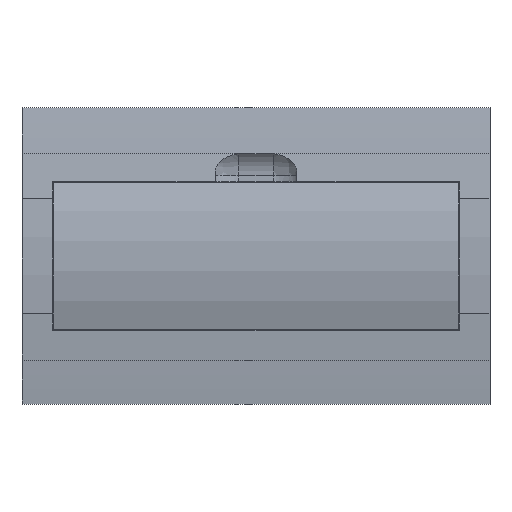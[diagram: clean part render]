
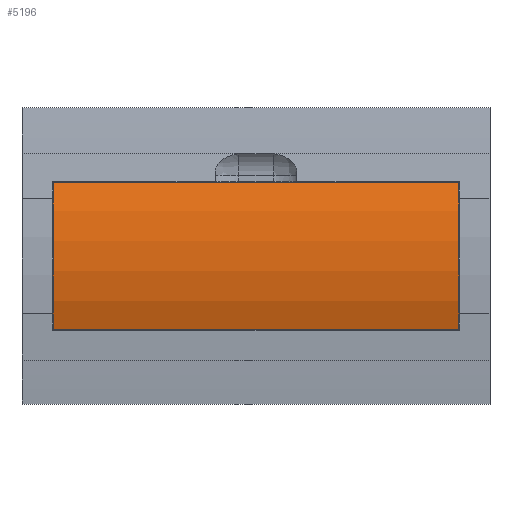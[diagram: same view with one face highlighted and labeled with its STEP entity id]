
A CAD part, top view. The second image highlights one B-rep face of the part: STEP entity #5196.
In plain terms, the highlighted cylindrical face has radius 176.3 mm (diameter 352.6 mm), a partial arc.
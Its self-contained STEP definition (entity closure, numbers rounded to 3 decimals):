
#5005=CARTESIAN_POINT('',(-172.5,-0.915,-164.9));
#5006=DIRECTION('',(1.,0.,0.));
#5007=DIRECTION('',(0.,0.36,0.933));
#5008=AXIS2_PLACEMENT_3D('',#5005,#5006,#5007);
#5020=DIRECTION('',(1.,0.,0.));
#5021=VECTOR('',#5020,345.);
#5022=CARTESIAN_POINT('',(-172.5,-62.5,0.294));
#5023=LINE('',#5022,#5021);
#5024=DIRECTION('',(1.,0.,0.));
#5025=VECTOR('',#5024,345.);
#5026=CARTESIAN_POINT('',(-172.5,62.5,-0.4));
#5027=LINE('',#5026,#5025);
#5044=CARTESIAN_POINT('',(172.5,-0.915,-164.9));
#5045=DIRECTION('',(1.,0.,0.));
#5046=DIRECTION('',(0.,0.36,0.933));
#5047=AXIS2_PLACEMENT_3D('',#5044,#5045,#5046);
#5108=CARTESIAN_POINT('',(-172.5,-62.5,0.294));
#5110=VERTEX_POINT('',#5108);
#5116=CARTESIAN_POINT('',(-172.5,62.5,-0.4));
#5117=VERTEX_POINT('',#5116);
#5118=CARTESIAN_POINT('',(172.5,-62.5,0.294));
#5120=VERTEX_POINT('',#5118);
#5126=CARTESIAN_POINT('',(172.5,62.5,-0.4));
#5127=VERTEX_POINT('',#5126);
#5183=CARTESIAN_POINT('',(-172.5,-0.915,-164.9));
#5184=DIRECTION('',(1.,0.,0.));
#5185=DIRECTION('',(0.,0.,-1.));
#5186=AXIS2_PLACEMENT_3D('',#5183,#5184,#5185);
#5187=CYLINDRICAL_SURFACE('',#5186,176.3);
#5188=ORIENTED_EDGE('',*,*,#5157,.F.);
#5190=ORIENTED_EDGE('',*,*,#5189,.T.);
#5192=ORIENTED_EDGE('',*,*,#5191,.T.);
#5193=ORIENTED_EDGE('',*,*,#5174,.F.);
#5194=EDGE_LOOP('',(#5188,#5190,#5192,#5193));
#5195=FACE_OUTER_BOUND('',#5194,.F.);
#5196=ADVANCED_FACE('',(#5195),#5187,.T.);
#5009=CIRCLE('',#5008,176.3);
#5048=CIRCLE('',#5047,176.3);
#5157=EDGE_CURVE('',#5117,#5110,#5009,.T.);
#5174=EDGE_CURVE('',#5110,#5120,#5023,.T.);
#5189=EDGE_CURVE('',#5117,#5127,#5027,.T.);
#5191=EDGE_CURVE('',#5127,#5120,#5048,.T.);
